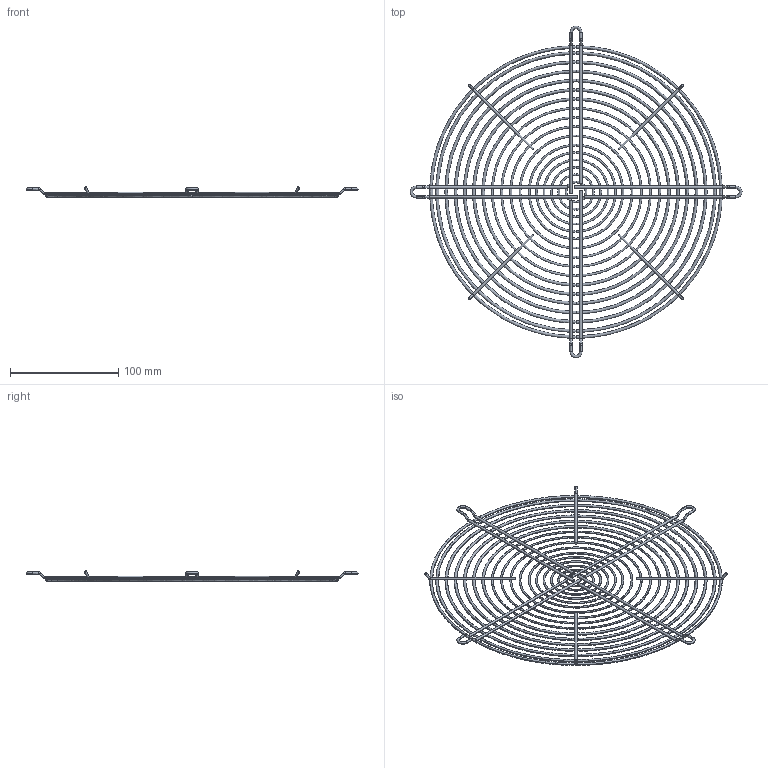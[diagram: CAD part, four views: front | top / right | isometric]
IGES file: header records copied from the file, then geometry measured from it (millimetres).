
Global section: file name: PY280-17.mc9; native system: MASTERCAM; preprocessor: 1; date: 200614.183219; units: millimetre
Bounding box: 306.08 x 306.08 x 9.49 mm (x, y, z)
Surface area: 59713.2 mm2 (no closed solid volume)
Topology: 0 solids, 0 shells, 196 faces, 1328 edges, 1328 vertices
Faces by surface type: bspline 196
